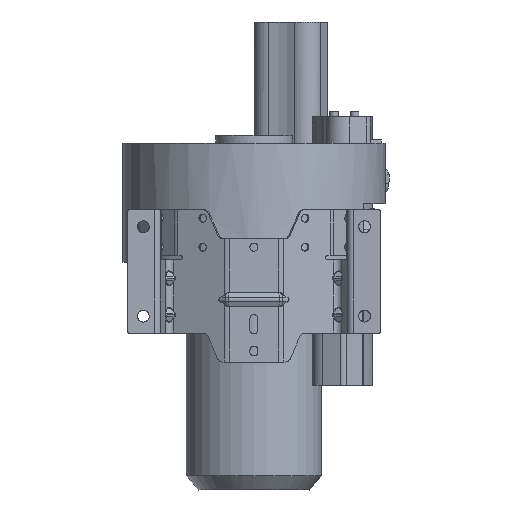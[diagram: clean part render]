
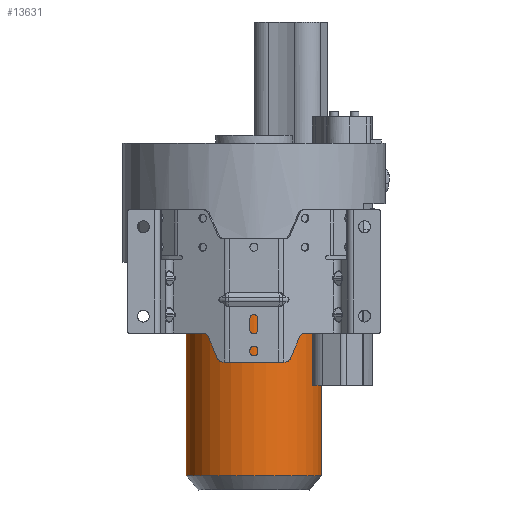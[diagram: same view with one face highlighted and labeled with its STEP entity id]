
A CAD part, front view. The second image highlights one B-rep face of the part: STEP entity #13631.
In plain terms, the highlighted cylindrical face has radius 79.5 mm (diameter 159 mm), a partial arc.
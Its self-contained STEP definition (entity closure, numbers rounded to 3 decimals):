
#2865 = DIRECTION ( 'NONE',  ( 0., 0., -1. ) ) ;
#4738 = EDGE_CURVE ( 'NONE', #8471, #6989, #14945, .T. ) ;
#5491 = EDGE_CURVE ( 'NONE', #6989, #25850, #23253, .T. ) ;
#6989 = VERTEX_POINT ( 'NONE', #10942 ) ;
#8319 = CYLINDRICAL_SURFACE ( 'NONE', #24839, 79.5 ) ;
#8471 = VERTEX_POINT ( 'NONE', #24367 ) ;
#9149 = VECTOR ( 'NONE', #17126, 1000. ) ;
#9386 = VECTOR ( 'NONE', #32231, 1000. ) ;
#10584 = AXIS2_PLACEMENT_3D ( 'NONE', #30637, #13817, #19252 ) ;
#10942 = CARTESIAN_POINT ( 'NONE',  ( 79.5, 0., -100.6 ) ) ;
#13087 = CARTESIAN_POINT ( 'NONE',  ( 0., 0., -100.6 ) ) ;
#13631 = ADVANCED_FACE ( 'NONE', ( #27540 ), #8319, .T. ) ;
#13817 = DIRECTION ( 'NONE',  ( 0., 0., 1. ) ) ;
#14062 = VERTEX_POINT ( 'NONE', #23211 ) ;
#14945 = CIRCLE ( 'NONE', #19580, 79.5 ) ;
#15838 = ORIENTED_EDGE ( 'NONE', *, *, #4738, .F. ) ;
#17126 = DIRECTION ( 'NONE',  ( 0., 0., -1. ) ) ;
#18496 = ORIENTED_EDGE ( 'NONE', *, *, #5491, .F. ) ;
#18859 = CARTESIAN_POINT ( 'NONE',  ( 0., 0., -100.6 ) ) ;
#19252 = DIRECTION ( 'NONE',  ( 1., 0., 0. ) ) ;
#19390 = DIRECTION ( 'NONE',  ( -1., 0., 0. ) ) ;
#19580 = AXIS2_PLACEMENT_3D ( 'NONE', #13087, #35174, #28831 ) ;
#20562 = CARTESIAN_POINT ( 'NONE',  ( 79.5, 0., -100.6 ) ) ;
#21036 = LINE ( 'NONE', #34784, #9386 ) ;
#23211 = CARTESIAN_POINT ( 'NONE',  ( -79.5, 0., -351. ) ) ;
#23253 = LINE ( 'NONE', #20562, #9149 ) ;
#23972 = EDGE_CURVE ( 'NONE', #8471, #14062, #21036, .T. ) ;
#24367 = CARTESIAN_POINT ( 'NONE',  ( -79.5, 0., -100.6 ) ) ;
#24839 = AXIS2_PLACEMENT_3D ( 'NONE', #18859, #2865, #19390 ) ;
#25850 = VERTEX_POINT ( 'NONE', #31027 ) ;
#26203 = ORIENTED_EDGE ( 'NONE', *, *, #23972, .T. ) ;
#26777 = CIRCLE ( 'NONE', #10584, 79.5 ) ;
#27540 = FACE_OUTER_BOUND ( 'NONE', #29338, .T. ) ;
#28831 = DIRECTION ( 'NONE',  ( -1., 0., 0. ) ) ;
#29338 = EDGE_LOOP ( 'NONE', ( #18496, #15838, #26203, #30044 ) ) ;
#30044 = ORIENTED_EDGE ( 'NONE', *, *, #30801, .T. ) ;
#30637 = CARTESIAN_POINT ( 'NONE',  ( 0., 0., -351. ) ) ;
#30801 = EDGE_CURVE ( 'NONE', #14062, #25850, #26777, .T. ) ;
#31027 = CARTESIAN_POINT ( 'NONE',  ( 79.5, 0., -351. ) ) ;
#32231 = DIRECTION ( 'NONE',  ( 0., 0., -1. ) ) ;
#34784 = CARTESIAN_POINT ( 'NONE',  ( -79.5, 0., -100.6 ) ) ;
#35174 = DIRECTION ( 'NONE',  ( 0., 0., 1. ) ) ;
